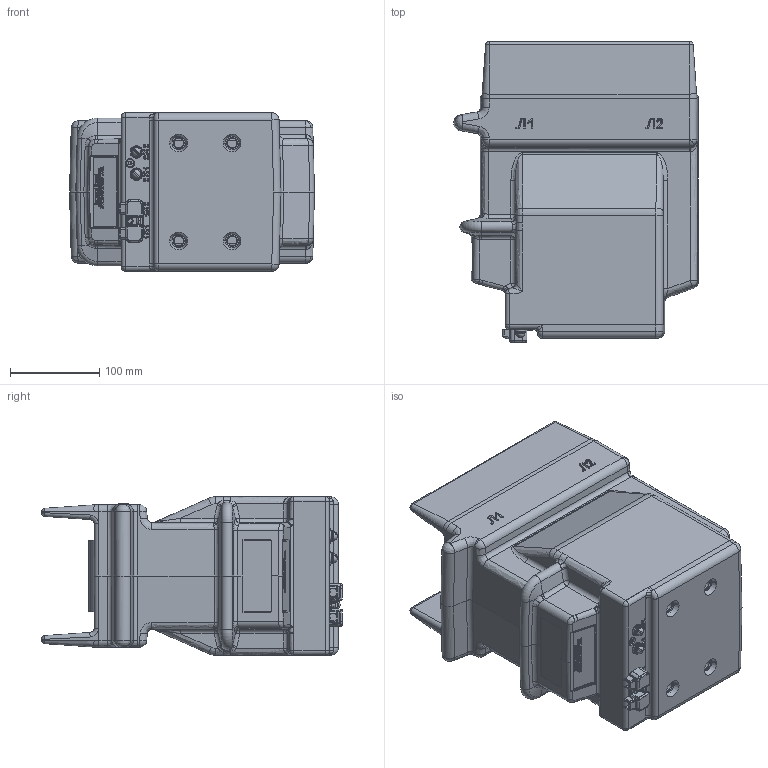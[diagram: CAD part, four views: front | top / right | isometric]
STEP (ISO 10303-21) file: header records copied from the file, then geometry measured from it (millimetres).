
FILE_DESCRIPTION (( 'STEP AP203' ), '1' );
FILE_NAME ('ﾒﾎﾋ-20-5.1-2(2500ﾀ).STEP', '2018-02-15T05:12:15', ( '' ), ( '' ), 'SwSTEP 2.0', 'SolidWorks 2010', '' );
FILE_SCHEMA (( 'CONFIG_CONTROL_DESIGN' ));
Length unit declared in the file: millimetre
Products named in the file (1): ﾒﾎﾋ-20-5.1-2(2500ﾀ)
Bounding box: 275 x 337.5 x 178 mm (x, y, z)
Surface area: 394818.6 mm2 (no closed solid volume)
Topology: 0 solids, 60 shells, 826 faces, 3499 edges, 2668 vertices
Faces by surface type: plane 296, bspline 212, cylinder 182, cone 84, sphere 38, torus 14
Entity records: 50377 total; most frequent: CARTESIAN_POINT 25223, ORIENTED_EDGE 5109, DIRECTION 4160, EDGE_CURVE 3483, VERTEX_POINT 2668, VECTOR 1662, LINE 1662, AXIS2_PLACEMENT_3D 1249
